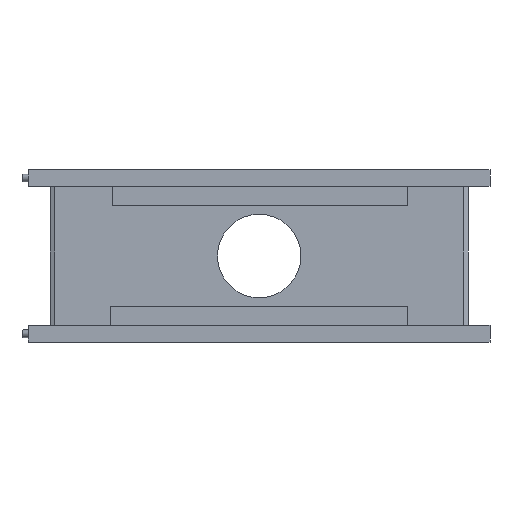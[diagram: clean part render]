
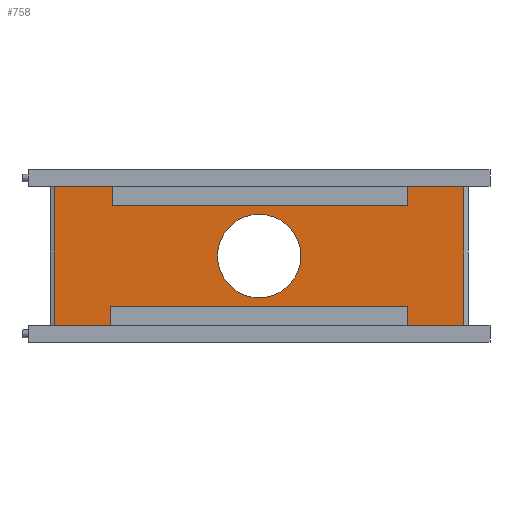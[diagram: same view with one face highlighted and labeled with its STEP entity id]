
A CAD part, top view. The second image highlights one B-rep face of the part: STEP entity #758.
In plain terms, the highlighted planar face has unit normal (0, 0, 1).
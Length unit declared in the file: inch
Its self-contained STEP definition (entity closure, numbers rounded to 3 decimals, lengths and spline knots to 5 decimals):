
#29=FACE_BOUND('',#104,.T.);
#36=CIRCLE('',#805,0.3);
#60=FACE_OUTER_BOUND('',#103,.T.);
#103=EDGE_LOOP('',(#521,#522,#523,#524,#525,#526,#527,#528,#529,#530,#531,
#532));
#104=EDGE_LOOP('',(#533));
#149=LINE('',#1089,#237);
#153=LINE('',#1098,#241);
#157=LINE('',#1105,#245);
#160=LINE('',#1111,#248);
#161=LINE('',#1113,#249);
#162=LINE('',#1115,#250);
#163=LINE('',#1117,#251);
#164=LINE('',#1119,#252);
#165=LINE('',#1121,#253);
#166=LINE('',#1123,#254);
#167=LINE('',#1125,#255);
#168=LINE('',#1126,#256);
#237=VECTOR('',#870,0.3937);
#241=VECTOR('',#876,0.3937);
#245=VECTOR('',#882,0.3937);
#248=VECTOR('',#889,0.3937);
#249=VECTOR('',#890,0.3937);
#250=VECTOR('',#891,0.3937);
#251=VECTOR('',#892,0.3937);
#252=VECTOR('',#893,0.3937);
#253=VECTOR('',#894,0.3937);
#254=VECTOR('',#895,0.3937);
#255=VECTOR('',#896,0.3937);
#256=VECTOR('',#897,0.3937);
#325=VERTEX_POINT('',#1087);
#326=VERTEX_POINT('',#1088);
#329=VERTEX_POINT('',#1096);
#330=VERTEX_POINT('',#1097);
#333=VERTEX_POINT('',#1110);
#334=VERTEX_POINT('',#1112);
#335=VERTEX_POINT('',#1114);
#336=VERTEX_POINT('',#1116);
#337=VERTEX_POINT('',#1118);
#338=VERTEX_POINT('',#1120);
#339=VERTEX_POINT('',#1122);
#340=VERTEX_POINT('',#1124);
#341=VERTEX_POINT('',#1127);
#397=EDGE_CURVE('',#325,#326,#149,.T.);
#401=EDGE_CURVE('',#329,#330,#153,.T.);
#405=EDGE_CURVE('',#330,#325,#157,.T.);
#408=EDGE_CURVE('',#326,#333,#160,.T.);
#409=EDGE_CURVE('',#333,#334,#161,.T.);
#410=EDGE_CURVE('',#334,#335,#162,.T.);
#411=EDGE_CURVE('',#335,#336,#163,.T.);
#412=EDGE_CURVE('',#336,#337,#164,.T.);
#413=EDGE_CURVE('',#337,#338,#165,.T.);
#414=EDGE_CURVE('',#338,#339,#166,.T.);
#415=EDGE_CURVE('',#339,#340,#167,.T.);
#416=EDGE_CURVE('',#340,#329,#168,.T.);
#417=EDGE_CURVE('',#341,#341,#36,.T.);
#521=ORIENTED_EDGE('',*,*,#401,.T.);
#522=ORIENTED_EDGE('',*,*,#405,.T.);
#523=ORIENTED_EDGE('',*,*,#397,.T.);
#524=ORIENTED_EDGE('',*,*,#408,.T.);
#525=ORIENTED_EDGE('',*,*,#409,.T.);
#526=ORIENTED_EDGE('',*,*,#410,.T.);
#527=ORIENTED_EDGE('',*,*,#411,.T.);
#528=ORIENTED_EDGE('',*,*,#412,.T.);
#529=ORIENTED_EDGE('',*,*,#413,.T.);
#530=ORIENTED_EDGE('',*,*,#414,.T.);
#531=ORIENTED_EDGE('',*,*,#415,.T.);
#532=ORIENTED_EDGE('',*,*,#416,.T.);
#533=ORIENTED_EDGE('',*,*,#417,.T.);
#725=PLANE('',#804);
#758=ADVANCED_FACE('',(#60,#29),#725,.T.);
#804=AXIS2_PLACEMENT_3D('',#1109,#887,#888);
#805=AXIS2_PLACEMENT_3D('',#1128,#898,#899);
#870=DIRECTION('',(0.,-1.,0.));
#876=DIRECTION('',(0.,1.,0.));
#882=DIRECTION('',(1.,0.,0.));
#887=DIRECTION('center_axis',(0.,0.,1.));
#888=DIRECTION('ref_axis',(1.,0.,0.));
#889=DIRECTION('',(1.,0.,0.));
#890=DIRECTION('',(0.,1.,0.));
#891=DIRECTION('',(-1.,0.,0.));
#892=DIRECTION('',(0.,-1.,0.));
#893=DIRECTION('',(-1.,0.,0.));
#894=DIRECTION('',(0.,1.,0.));
#895=DIRECTION('',(-1.,0.,0.));
#896=DIRECTION('',(0.,-1.,0.));
#897=DIRECTION('',(1.,0.,0.));
#898=DIRECTION('center_axis',(0.,0.,-1.));
#899=DIRECTION('ref_axis',(1.,0.,0.));
#1087=CARTESIAN_POINT('',(1.07,-0.3622,0.1));
#1088=CARTESIAN_POINT('',(1.07,-0.5,0.1));
#1089=CARTESIAN_POINT('',(1.07,-0.25,0.1));
#1096=CARTESIAN_POINT('',(-1.07,-0.5,0.1));
#1097=CARTESIAN_POINT('',(-1.07,-0.3622,0.1));
#1098=CARTESIAN_POINT('',(-1.07,-0.1811,0.1));
#1105=CARTESIAN_POINT('',(0.535,-0.3622,0.1));
#1109=CARTESIAN_POINT('Origin',(0.,0.,0.1));
#1110=CARTESIAN_POINT('',(1.47,-0.5,0.1));
#1111=CARTESIAN_POINT('',(0.735,-0.5,0.1));
#1112=CARTESIAN_POINT('',(1.47,0.5,0.1));
#1113=CARTESIAN_POINT('',(1.47,-0.62,0.1));
#1114=CARTESIAN_POINT('',(1.07,0.5,0.1));
#1115=CARTESIAN_POINT('',(-0.735,0.5,0.1));
#1116=CARTESIAN_POINT('',(1.07,0.3622,0.1));
#1117=CARTESIAN_POINT('',(1.07,0.1811,0.1));
#1118=CARTESIAN_POINT('',(-1.05722,0.3622,0.1));
#1119=CARTESIAN_POINT('',(-0.52861,0.3622,0.1));
#1120=CARTESIAN_POINT('',(-1.05722,0.5,0.1));
#1121=CARTESIAN_POINT('',(-1.05722,0.25,0.1));
#1122=CARTESIAN_POINT('',(-1.47,0.5,0.1));
#1123=CARTESIAN_POINT('',(-0.735,0.5,0.1));
#1124=CARTESIAN_POINT('',(-1.47,-0.5,0.1));
#1125=CARTESIAN_POINT('',(-1.47,0.62,0.1));
#1126=CARTESIAN_POINT('',(0.735,-0.5,0.1));
#1127=CARTESIAN_POINT('',(-0.3,0.,0.1));
#1128=CARTESIAN_POINT('Origin',(0.,0.,0.1));
